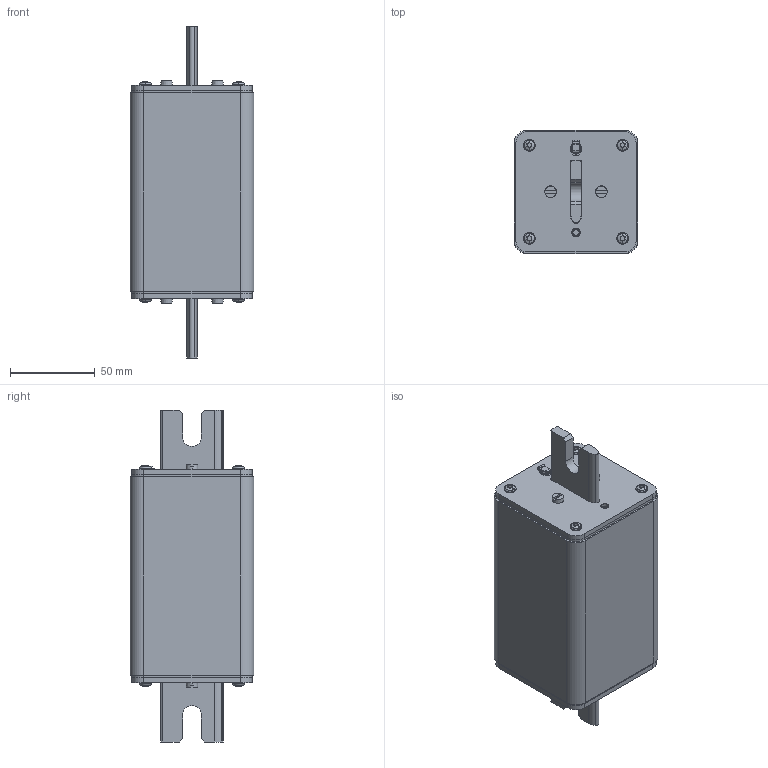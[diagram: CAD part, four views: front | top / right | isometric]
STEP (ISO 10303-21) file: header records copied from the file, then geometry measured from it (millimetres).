
FILE_DESCRIPTION((''),'2;1');
FILE_NAME('3LU_1500V_ASM','2021-09-27T',('marketing.praksa'),('Audax d.o.o.'),'CREO PARAMETRIC BY PTC INC, 2017480','CREO PARAMETRIC BY PTC INC, 2017480','');
FILE_SCHEMA(('AUTOMOTIVE_DESIGN { 1 0 10303 214 1 1 1 1 }'));
Length unit declared in the file: millimetre
Products named in the file (12): 0000053299_2_1; 0000050967_1_1_2; 0000019000_AF0_1_1_2_3_4_5_6; 0000020161_AF0_2_1_2; 0000047204_ASM_1_ASM; 0000045921_1_1; 0000011586_1_1_2_3_4_5_6_7_8_11; 0000011580_1_1_2_3_4_5_6_7_8_23; 0000011599_1_1_2_3_4_5_6_7_8_21; 0000037876_1_1_2_3_4_5_6_7_8_18; 0000043213_1_1_2_3_4_5_6_7_8_11; 3LU_1500V_ASM
Assembly tree (26 placements, depth 3):
  3LU_1500V_ASM
    0000053299_2_1
    0000050967_1_1_2  x2
    0000047204_ASM_1_ASM  x2
      0000019000_AF0_1_1_2_3_4_5_6
      0000020161_AF0_2_1_2
    0000045921_1_1  x2
    0000011586_1_1_2_3_4_5_6_7_8_11
    0000011580_1_1_2_3_4_5_6_7_8_23
    0000011599_1_1_2_3_4_5_6_7_8_21  x3
    0000037876_1_1_2_3_4_5_6_7_8_18  x4
    0000043213_1_1_2_3_4_5_6_7_8_11  x8
Bounding box: 73 x 73 x 196 mm (x, y, z)
Volume: 687157.7 mm3; surface area: 107760.5 mm2
Topology: 26 solids, 42 shells, 1151 faces, 3174 edges, 2066 vertices
Faces by surface type: cylinder 563, plane 257, bspline 123, cone 108, torus 68, sphere 16, extrusion 16
Entity records: 26095 total; most frequent: CARTESIAN_POINT 7285, DIRECTION 2678, ORIENTED_EDGE 2430, EDGE_CURVE 1237, AXIS2_PLACEMENT_3D 1048, PRESENTATION_STYLE_ASSIGNMENT 852, VERTEX_POINT 811, STYLED_ITEM 801
